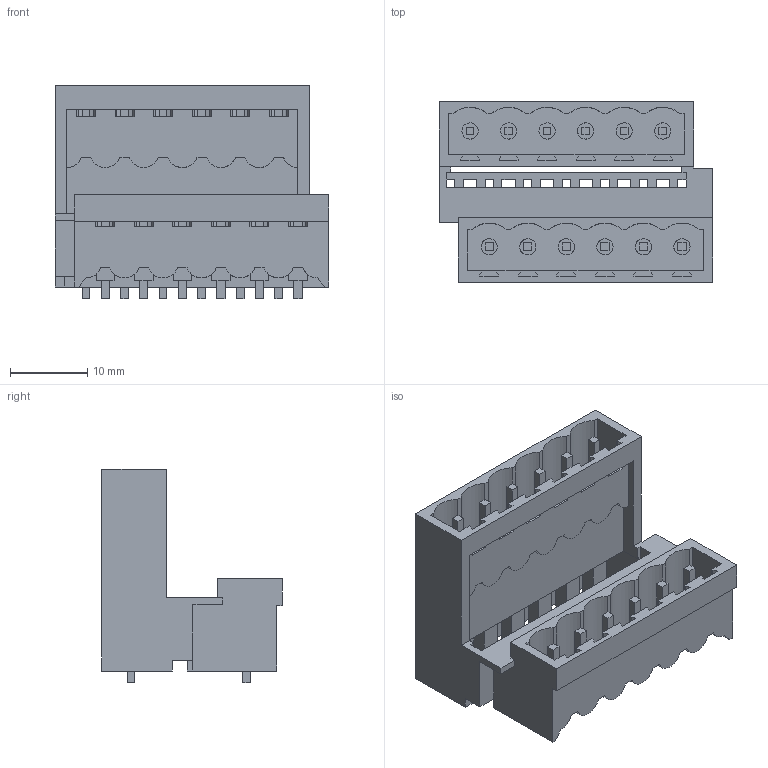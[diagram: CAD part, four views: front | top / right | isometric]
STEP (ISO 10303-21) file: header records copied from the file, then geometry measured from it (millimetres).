
FILE_DESCRIPTION(('CATIA V5 STEP Exchange','CAx-IF Rec.Pracs.--- Model Styling and Organization---1.4--- 2014-01-23'),'2;1');
FILE_NAME ('D1487410_0_1895020000_1895020000.stp','2021-05-17T07:44:52+00:00',('none'),('Weidmueller'),'CATIA Version 5-6 Release 2016 SP3 HF44','CATIA V5 STEP AP214','none');
FILE_SCHEMA(('AUTOMOTIVE_DESIGN { 1 0 10303 214 1 1 1 1 }'));
Length unit declared in the file: millimetre
Products named in the file (1): 1895020000
Bounding box: 35.5 x 23.43 x 27.66 mm (x, y, z)
Volume: 5611 mm3; surface area: 9282.7 mm2
Topology: 13 solids, 13 shells, 483 faces, 1528 edges, 1046 vertices
Faces by surface type: plane 433, cylinder 48, extrusion 2
Entity records: 17422 total; most frequent: CARTESIAN_POINT 3702, ORIENTED_EDGE 3056, DIRECTION 2259, EDGE_CURVE 1528, VECTOR 1307, LINE 1305, VERTEX_POINT 1046, AXIS2_PLACEMENT_3D 553
